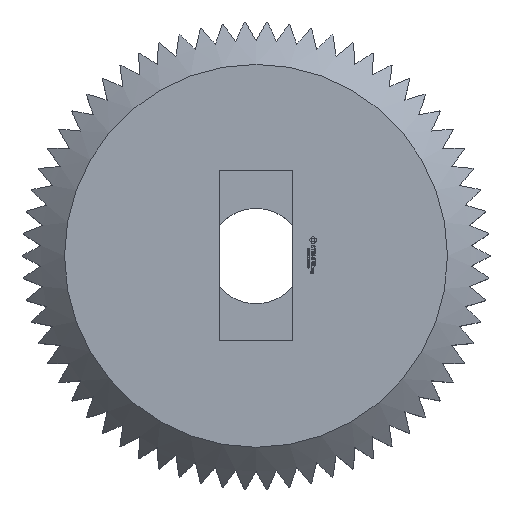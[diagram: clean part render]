
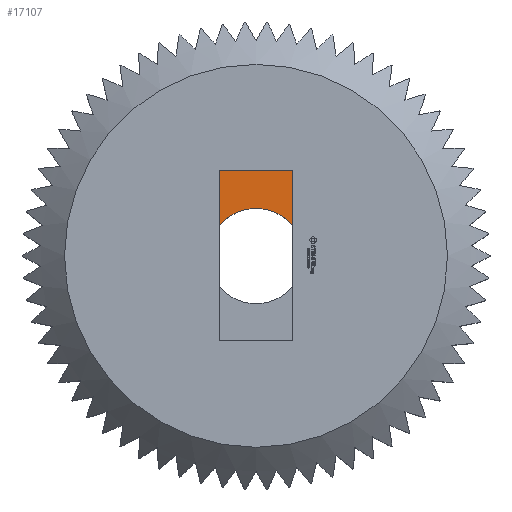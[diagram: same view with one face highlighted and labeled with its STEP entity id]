
A CAD part, top view. The second image highlights one B-rep face of the part: STEP entity #17107.
In plain terms, the highlighted planar face has unit normal (0, 0, 1).
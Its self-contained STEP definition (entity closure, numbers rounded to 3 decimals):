
#310 = PLANE('',#311);
#311 = AXIS2_PLACEMENT_3D('',#312,#313,#314);
#312 = CARTESIAN_POINT('',(-2.7,0.,6.86));
#313 = DIRECTION('',(1.,0.,0.));
#314 = DIRECTION('',(0.,0.,1.));
#368 = PLANE('',#369);
#369 = AXIS2_PLACEMENT_3D('',#370,#371,#372);
#370 = CARTESIAN_POINT('',(2.7,0.,6.86));
#371 = DIRECTION('',(-1.,0.,0.));
#372 = DIRECTION('',(0.,0.,-1.));
#401 = CYLINDRICAL_SURFACE('',#402,3.5);
#402 = AXIS2_PLACEMENT_3D('',#403,#404,#405);
#403 = CARTESIAN_POINT('',(0.,0.,3.125
    ));
#404 = DIRECTION('',(0.,0.,1.));
#405 = DIRECTION('',(1.,0.,0.));
#6658 = VERTEX_POINT('',#6659);
#6659 = CARTESIAN_POINT('',(-2.7,2.227,3.125));
#6680 = EDGE_CURVE('',#6681,#6658,#6683,.T.);
#6681 = VERTEX_POINT('',#6682);
#6682 = CARTESIAN_POINT('',(2.7,2.227,3.125));
#6683 = SURFACE_CURVE('',#6684,(#6689,#6696),.PCURVE_S1.);
#6684 = CIRCLE('',#6685,3.5);
#6685 = AXIS2_PLACEMENT_3D('',#6686,#6687,#6688);
#6686 = CARTESIAN_POINT('',(0.,0.,
    3.125));
#6687 = DIRECTION('',(0.,0.,1.));
#6688 = DIRECTION('',(1.,0.,0.));
#6689 = PCURVE('',#401,#6690);
#6690 = DEFINITIONAL_REPRESENTATION('',(#6691),#6695);
#6691 = LINE('',#6692,#6693);
#6692 = CARTESIAN_POINT('',(0.,0.));
#6693 = VECTOR('',#6694,1.);
#6694 = DIRECTION('',(1.,0.));
#6695 = ( GEOMETRIC_REPRESENTATION_CONTEXT(2) 
PARAMETRIC_REPRESENTATION_CONTEXT() REPRESENTATION_CONTEXT('2D SPACE',''
  ) );
#6696 = PCURVE('',#6697,#6702);
#6697 = PLANE('',#6698);
#6698 = AXIS2_PLACEMENT_3D('',#6699,#6700,#6701);
#6699 = CARTESIAN_POINT('',(0.,0.,
    3.125));
#6700 = DIRECTION('',(0.,0.,1.));
#6701 = DIRECTION('',(1.,0.,0.));
#6702 = DEFINITIONAL_REPRESENTATION('',(#6703),#6707);
#6703 = CIRCLE('',#6704,3.5);
#6704 = AXIS2_PLACEMENT_2D('',#6705,#6706);
#6705 = CARTESIAN_POINT('',(0.,0.));
#6706 = DIRECTION('',(1.,0.));
#6707 = ( GEOMETRIC_REPRESENTATION_CONTEXT(2) 
PARAMETRIC_REPRESENTATION_CONTEXT() REPRESENTATION_CONTEXT('2D SPACE',''
  ) );
#17107 = ADVANCED_FACE('',(#17108),#6697,.T.);
#17108 = FACE_BOUND('',#17109,.T.);
#17109 = EDGE_LOOP('',(#17110,#17140,#17161,#17162));
#17110 = ORIENTED_EDGE('',*,*,#17111,.F.);
#17111 = EDGE_CURVE('',#17112,#17114,#17116,.T.);
#17112 = VERTEX_POINT('',#17113);
#17113 = CARTESIAN_POINT('',(-2.7,6.25,3.125));
#17114 = VERTEX_POINT('',#17115);
#17115 = CARTESIAN_POINT('',(2.7,6.25,3.125));
#17116 = SURFACE_CURVE('',#17117,(#17121,#17128),.PCURVE_S1.);
#17117 = LINE('',#17118,#17119);
#17118 = CARTESIAN_POINT('',(-2.7,6.25,3.125));
#17119 = VECTOR('',#17120,1.);
#17120 = DIRECTION('',(1.,0.,0.));
#17121 = PCURVE('',#6697,#17122);
#17122 = DEFINITIONAL_REPRESENTATION('',(#17123),#17127);
#17123 = LINE('',#17124,#17125);
#17124 = CARTESIAN_POINT('',(-2.7,6.25));
#17125 = VECTOR('',#17126,1.);
#17126 = DIRECTION('',(1.,0.));
#17127 = ( GEOMETRIC_REPRESENTATION_CONTEXT(2) 
PARAMETRIC_REPRESENTATION_CONTEXT() REPRESENTATION_CONTEXT('2D SPACE',''
  ) );
#17128 = PCURVE('',#17129,#17134);
#17129 = PLANE('',#17130);
#17130 = AXIS2_PLACEMENT_3D('',#17131,#17132,#17133);
#17131 = CARTESIAN_POINT('',(-2.7,6.25,3.125));
#17132 = DIRECTION('',(0.,1.,0.));
#17133 = DIRECTION('',(1.,0.,0.));
#17134 = DEFINITIONAL_REPRESENTATION('',(#17135),#17139);
#17135 = LINE('',#17136,#17137);
#17136 = CARTESIAN_POINT('',(0.,0.));
#17137 = VECTOR('',#17138,1.);
#17138 = DIRECTION('',(1.,0.));
#17139 = ( GEOMETRIC_REPRESENTATION_CONTEXT(2) 
PARAMETRIC_REPRESENTATION_CONTEXT() REPRESENTATION_CONTEXT('2D SPACE',''
  ) );
#17140 = ORIENTED_EDGE('',*,*,#17141,.F.);
#17141 = EDGE_CURVE('',#6658,#17112,#17142,.T.);
#17142 = SURFACE_CURVE('',#17143,(#17147,#17154),.PCURVE_S1.);
#17143 = LINE('',#17144,#17145);
#17144 = CARTESIAN_POINT('',(-2.7,-6.25,3.125));
#17145 = VECTOR('',#17146,1.);
#17146 = DIRECTION('',(0.,1.,0.));
#17147 = PCURVE('',#6697,#17148);
#17148 = DEFINITIONAL_REPRESENTATION('',(#17149),#17153);
#17149 = LINE('',#17150,#17151);
#17150 = CARTESIAN_POINT('',(-2.7,-6.25));
#17151 = VECTOR('',#17152,1.);
#17152 = DIRECTION('',(0.,1.));
#17153 = ( GEOMETRIC_REPRESENTATION_CONTEXT(2) 
PARAMETRIC_REPRESENTATION_CONTEXT() REPRESENTATION_CONTEXT('2D SPACE',''
  ) );
#17154 = PCURVE('',#310,#17155);
#17155 = DEFINITIONAL_REPRESENTATION('',(#17156),#17160);
#17156 = LINE('',#17157,#17158);
#17157 = CARTESIAN_POINT('',(-3.735,6.25));
#17158 = VECTOR('',#17159,1.);
#17159 = DIRECTION('',(0.,-1.));
#17160 = ( GEOMETRIC_REPRESENTATION_CONTEXT(2) 
PARAMETRIC_REPRESENTATION_CONTEXT() REPRESENTATION_CONTEXT('2D SPACE',''
  ) );
#17161 = ORIENTED_EDGE('',*,*,#6680,.F.);
#17162 = ORIENTED_EDGE('',*,*,#17163,.F.);
#17163 = EDGE_CURVE('',#17114,#6681,#17164,.T.);
#17164 = SURFACE_CURVE('',#17165,(#17169,#17176),.PCURVE_S1.);
#17165 = LINE('',#17166,#17167);
#17166 = CARTESIAN_POINT('',(2.7,6.25,3.125));
#17167 = VECTOR('',#17168,1.);
#17168 = DIRECTION('',(0.,-1.,0.));
#17169 = PCURVE('',#6697,#17170);
#17170 = DEFINITIONAL_REPRESENTATION('',(#17171),#17175);
#17171 = LINE('',#17172,#17173);
#17172 = CARTESIAN_POINT('',(2.7,6.25));
#17173 = VECTOR('',#17174,1.);
#17174 = DIRECTION('',(0.,-1.));
#17175 = ( GEOMETRIC_REPRESENTATION_CONTEXT(2) 
PARAMETRIC_REPRESENTATION_CONTEXT() REPRESENTATION_CONTEXT('2D SPACE',''
  ) );
#17176 = PCURVE('',#368,#17177);
#17177 = DEFINITIONAL_REPRESENTATION('',(#17178),#17182);
#17178 = LINE('',#17179,#17180);
#17179 = CARTESIAN_POINT('',(3.735,-6.25));
#17180 = VECTOR('',#17181,1.);
#17181 = DIRECTION('',(0.,1.));
#17182 = ( GEOMETRIC_REPRESENTATION_CONTEXT(2) 
PARAMETRIC_REPRESENTATION_CONTEXT() REPRESENTATION_CONTEXT('2D SPACE',''
  ) );
